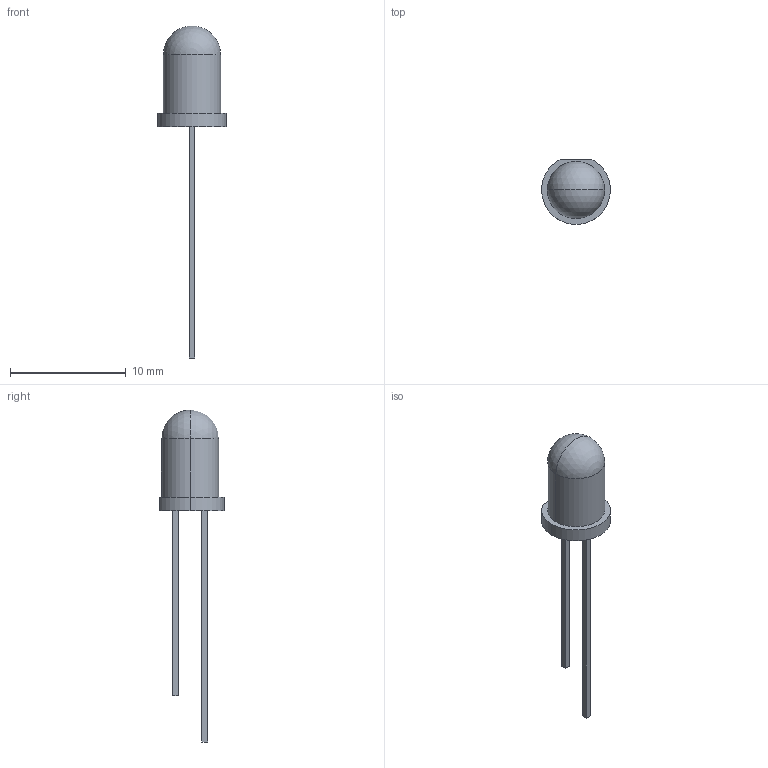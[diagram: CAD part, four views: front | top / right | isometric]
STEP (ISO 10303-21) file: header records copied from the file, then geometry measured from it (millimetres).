
FILE_DESCRIPTION (( 'STEP AP203' ), '1' );
FILE_NAME ('red-led-5mm.STEP', '2012-08-07T04:35:30', ( '' ), ( '' ), 'SwSTEP 2.0', 'SolidWorks 2012', '' );
FILE_SCHEMA (( 'CONFIG_CONTROL_DESIGN' ));
Length unit declared in the file: millimetre
Products named in the file (1): red-led-5mm
Bounding box: 5.95 x 5.62 x 28.7 mm (x, y, z)
Volume: 169.2 mm3; surface area: 245.7 mm2
Topology: 1 solids, 1 shells, 20 faces, 48 edges, 31 vertices
Faces by surface type: plane 13, cylinder 5, sphere 2
Entity records: 629 total; most frequent: DIRECTION 98, CARTESIAN_POINT 94, ORIENTED_EDGE 88, EDGE_CURVE 44, AXIS2_PLACEMENT_3D 33, VECTOR 32, LINE 32, VERTEX_POINT 29
